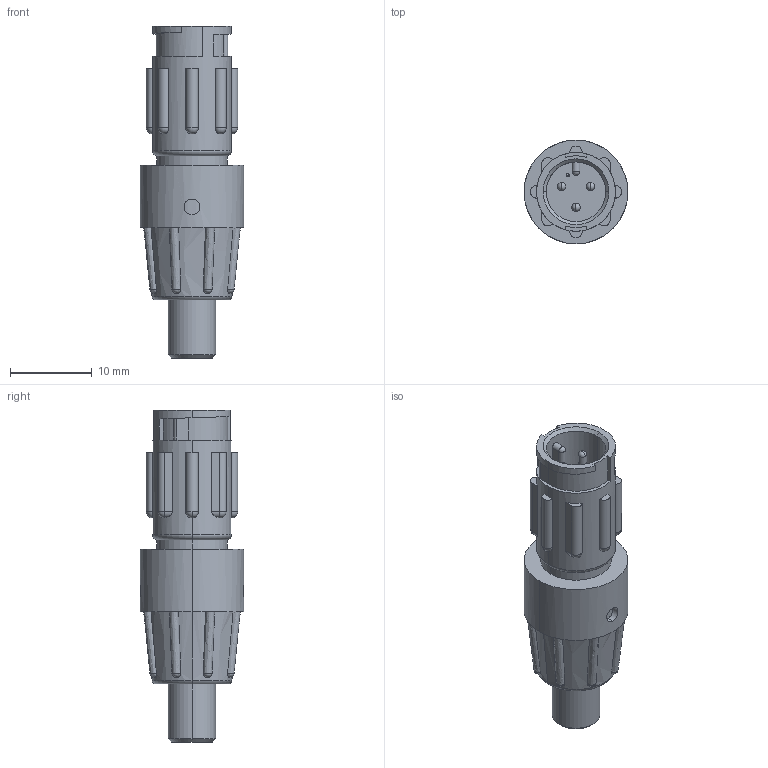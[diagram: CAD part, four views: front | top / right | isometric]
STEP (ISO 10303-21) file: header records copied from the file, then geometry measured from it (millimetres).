
FILE_DESCRIPTION (( 'STEP AP203' ), '1' );
FILE_NAME ('18280-3PG-318.STEP', '2013-11-05T17:19:13', ( 'J0FPBF1' ), ( '' ), 'SwSTEP 2.0', 'SolidWorks 2012', '' );
FILE_SCHEMA (( 'CONFIG_CONTROL_DESIGN' ));
Length unit declared in the file: inch
Products named in the file (1): 18280-3PG-318
Bounding box: 12.7 x 12.7 x 40.64 mm (x, y, z)
Volume: 2744.8 mm3; surface area: 2001.4 mm2
Topology: 1 solids, 1 shells, 173 faces, 470 edges, 314 vertices
Faces by surface type: plane 66, cylinder 60, bspline 18, torus 14, sphere 9, cone 6
Entity records: 10679 total; most frequent: CARTESIAN_POINT 6414, ORIENTED_EDGE 936, DIRECTION 810, EDGE_CURVE 468, AXIS2_PLACEMENT_3D 328, VERTEX_POINT 313, EDGE_LOOP 189, FACE_OUTER_BOUND 173
